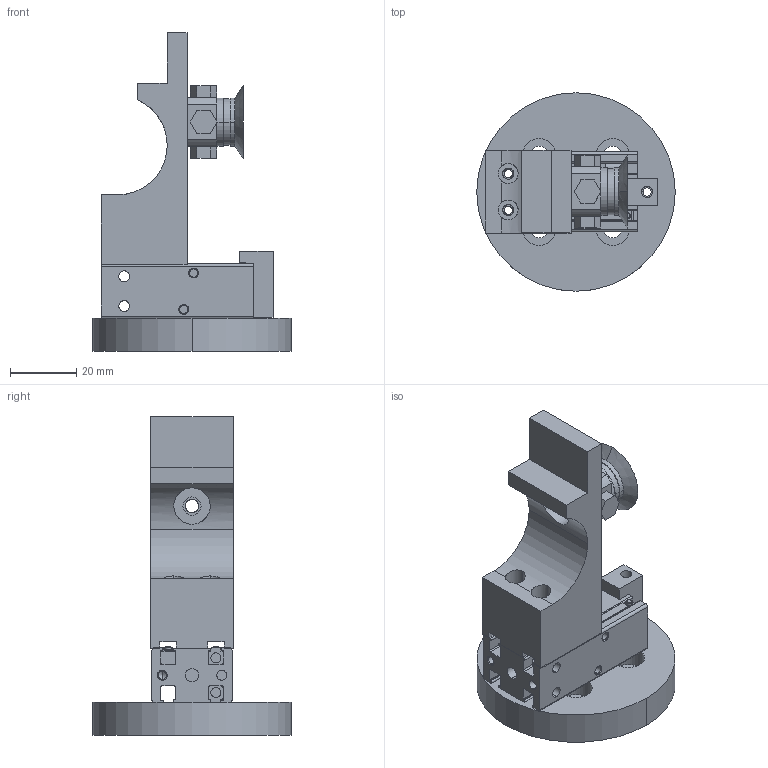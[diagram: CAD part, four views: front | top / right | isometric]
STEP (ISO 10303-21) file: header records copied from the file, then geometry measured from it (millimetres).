
FILE_DESCRIPTION(('STEP AP214'),'1');
FILE_NAME('L1.stp','2017-11-24T08:02:23',(' '),(' '),'Spatial InterOp 3D',' ',' ');
FILE_SCHEMA(('AUTOMOTIVE_DESIGN { 1 0 10303 214 1 1 1 1 }'));
Length unit declared in the file: metre
Products named in the file (1): ____1
Bounding box: 60 x 60 x 96.3 mm (x, y, z)
Volume: 64875.3 mm3; surface area: 30207.8 mm2
Topology: 8 solids, 10 shells, 506 faces, 1312 edges, 853 vertices
Faces by surface type: cylinder 248, plane 208, cone 44, bspline 6
Entity records: 20762 total; most frequent: CARTESIAN_POINT 4029, DIRECTION 2658, ORIENTED_EDGE 2612, EDGE_CURVE 1306, AXIS2_PLACEMENT_3D 984, VERTEX_POINT 853, LINE 690, VECTOR 690
